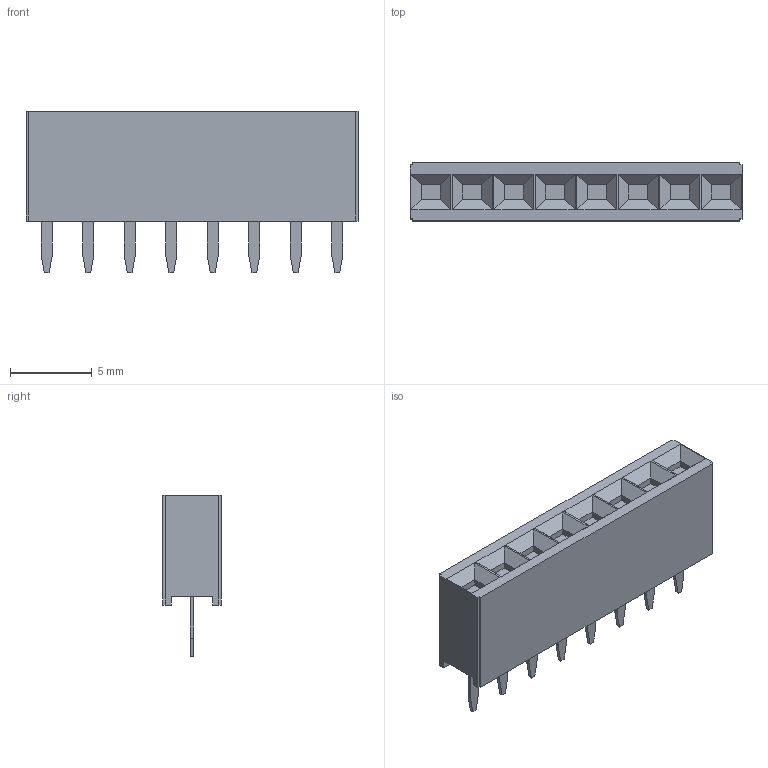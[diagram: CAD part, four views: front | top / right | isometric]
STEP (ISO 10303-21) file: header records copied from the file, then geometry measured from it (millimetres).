
FILE_DESCRIPTION(/* description */ (''),/* implementation_level */ '2;1');
FILE_NAME(/* name */ 'black_8pin.stp',/* time_stamp */ '2017-03-27T22:17:19-04:00',/* author */ ('beili'),/* organization */ ('Tyco Electronics Corporation'),/* preprocessor_version */ 'ST-DEVELOPER v16.5',/* originating_system */ 'Autodesk Inventor 2017',/* authorisation */ '');
FILE_SCHEMA (('AUTOMOTIVE_DESIGN { 1 0 10303 214 3 1 1 }'));
Length unit declared in the file: millimetre
Products named in the file (1): black_8pin
Bounding box: 20.32 x 3.56 x 9.91 mm (x, y, z)
Volume: 445.2 mm3; surface area: 560.3 mm2
Topology: 1 solids, 1 shells, 146 faces, 352 edges, 224 vertices
Faces by surface type: plane 146
Entity records: 4310 total; most frequent: CARTESIAN_POINT 723, ORIENTED_EDGE 704, DIRECTION 646, LINE 352, VECTOR 352, EDGE_CURVE 352, VERTEX_POINT 224, EDGE_LOOP 162
